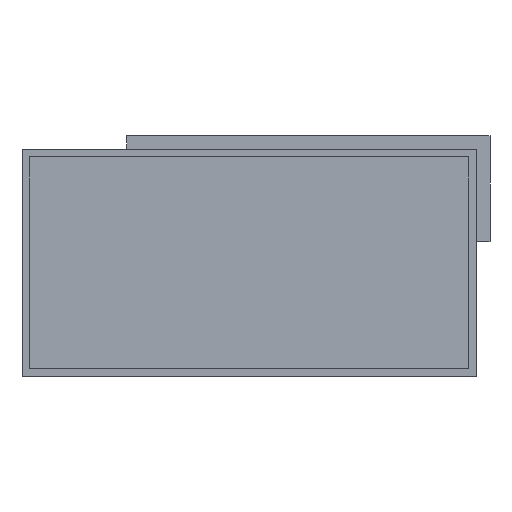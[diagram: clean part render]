
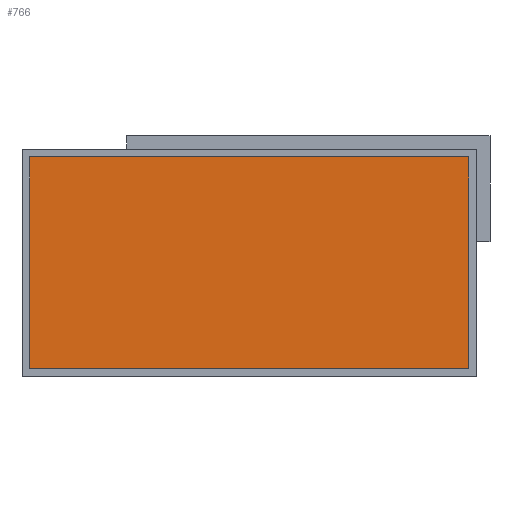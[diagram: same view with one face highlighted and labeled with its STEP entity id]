
A CAD part, front view. The second image highlights one B-rep face of the part: STEP entity #766.
In plain terms, the highlighted planar face has unit normal (0, -1, 0).
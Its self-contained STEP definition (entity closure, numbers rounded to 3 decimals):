
#172=ORIENTED_EDGE('',*,*,#300,.F.);
#173=ORIENTED_EDGE('',*,*,#306,.F.);
#174=ORIENTED_EDGE('',*,*,#304,.F.);
#175=ORIENTED_EDGE('',*,*,#302,.F.);
#300=EDGE_CURVE('',#380,#381,#470,.T.);
#302=EDGE_CURVE('',#381,#382,#472,.T.);
#304=EDGE_CURVE('',#382,#383,#474,.T.);
#306=EDGE_CURVE('',#383,#380,#476,.T.);
#380=VERTEX_POINT('',#1179);
#381=VERTEX_POINT('',#1181);
#382=VERTEX_POINT('',#1185);
#383=VERTEX_POINT('',#1189);
#470=LINE('',#1180,#572);
#472=LINE('',#1184,#574);
#474=LINE('',#1188,#576);
#476=LINE('',#1192,#578);
#572=VECTOR('',#965,1000.);
#574=VECTOR('',#969,1000.);
#576=VECTOR('',#973,1000.);
#578=VECTOR('',#977,1000.);
#634=EDGE_LOOP('',(#172,#173,#174,#175));
#682=FACE_BOUND('',#634,.T.);
#724=PLANE('',#821);
#766=ADVANCED_FACE('',(#682),#724,.F.);
#821=AXIS2_PLACEMENT_3D('',#1193,#978,#979);
#965=DIRECTION('',(-1.,0.,0.));
#969=DIRECTION('',(0.,0.,1.));
#973=DIRECTION('',(1.,0.,0.));
#977=DIRECTION('',(0.,0.,-1.));
#978=DIRECTION('',(0.,1.,0.));
#979=DIRECTION('',(0.,0.,1.));
#1179=CARTESIAN_POINT('',(290.,2.,-140.));
#1180=CARTESIAN_POINT('',(290.,2.,-140.));
#1181=CARTESIAN_POINT('',(-290.,2.,-140.));
#1184=CARTESIAN_POINT('',(-290.,2.,-140.));
#1185=CARTESIAN_POINT('',(-290.,2.,140.));
#1188=CARTESIAN_POINT('',(-290.,2.,140.));
#1189=CARTESIAN_POINT('',(290.,2.,140.));
#1192=CARTESIAN_POINT('',(290.,2.,140.));
#1193=CARTESIAN_POINT('',(0.,2.,0.));
